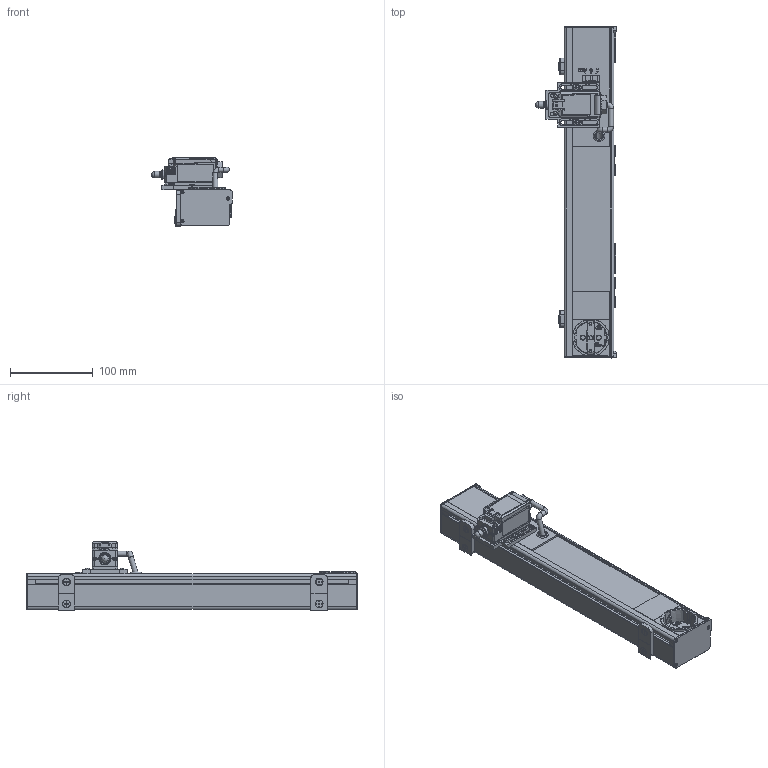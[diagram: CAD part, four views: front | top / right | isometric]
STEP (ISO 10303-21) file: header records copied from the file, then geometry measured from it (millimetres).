
FILE_DESCRIPTION(/* description */ (''),/* implementation_level */ '2;1');
FILE_NAME(/* name */ '111757_LED-A-450-SK-PK-E-R-AX.stp',/* time_stamp */ '2023-11-01T14:00:28+01:00',/* author */ ('CAD'),/* organization */ (''),/* preprocessor_version */ 'ST-DEVELOPER v15.6',/* originating_system */ 'Autodesk Inventor 2015',/* authorisation */ '');
FILE_SCHEMA (('AUTOMOTIVE_DESIGN { 1 0 10303 214 3 1 1 }'));
Products named in the file (1): 111757_LED-A-450-SK-PK-E-R-AX_Shrinkwrap_1
Bounding box: 97.55 x 400 x 82.35 mm (x, y, z)
Surface area: 251890.6 mm2 (no closed solid volume)
Topology: 0 solids, 143 shells, 2833 faces, 10623 edges, 7852 vertices
Faces by surface type: plane 2163, cylinder 501, cone 65, bspline 64, sphere 36, torus 4
Full cylindrical faces by diameter (mm): 2.797 x1, 2.8 x2, 3.95 x2, 5.3 x2, 5.5 x2, 6 x4, 8 x1, 24 x1
Entity records: 116001 total; most frequent: CARTESIAN_POINT 26110, ORIENTED_EDGE 17461, DIRECTION 17149, EDGE_CURVE 10554, LINE 8429, VECTOR 8429, VERTEX_POINT 7840, AXIS2_PLACEMENT_3D 4360
